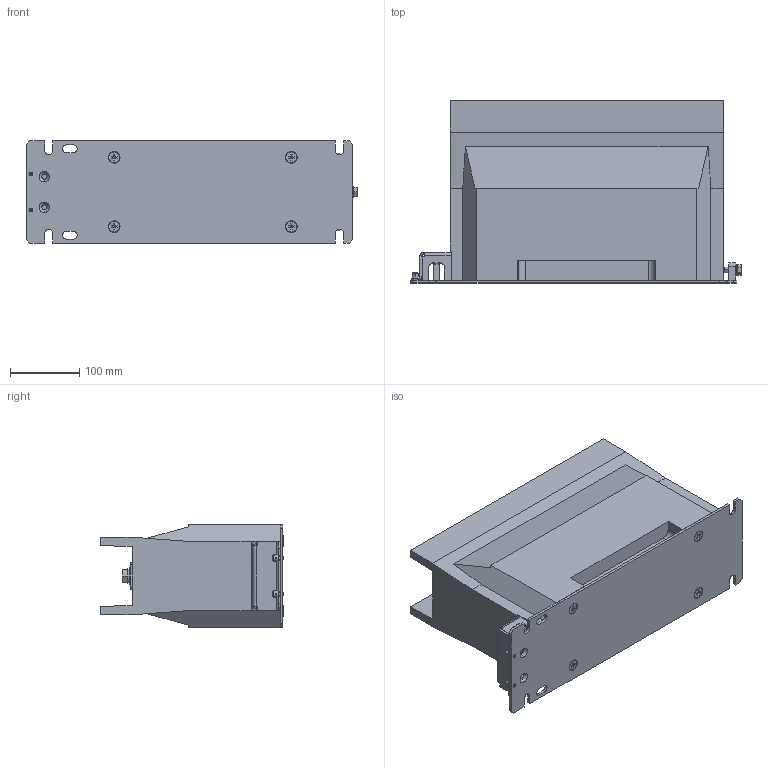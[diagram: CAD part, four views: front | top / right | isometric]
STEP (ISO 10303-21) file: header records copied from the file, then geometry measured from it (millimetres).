
FILE_DESCRIPTION (( 'STEP AP214' ), '1' );
FILE_NAME ('ﾒﾋﾊ-ﾑﾒ-10-11ﾌ1 (5ﾀ-1500ﾀ).STEP', '2023-06-26T11:15:10', ( '' ), ( '' ), 'SwSTEP 2.0', 'SolidWorks 2014', '' );
FILE_SCHEMA (( 'AUTOMOTIVE_DESIGN' ));
Length unit declared in the file: millimetre
Products named in the file (21): countersunk flat head cross recess screw_din_ISO 7046-1 - M8 x 20 - Z --- 20N; 屡扔.758181.002 妈眚 镫铎徼痤忸黜; ÂÅÈÓ.671213.537_’‹Š-‘’-10-11Œ1, 1500€, 3å ®¡¬; plain washer grade c_din_Washer DIN 126 - 9; ÂÅÈÓ.757465.009-04 Íàêîíå÷íèê ñ îòâ.; curved spring lock washer_din_Spring washer DIN 128 - A8; ÂÅÈÓ.758472.007-02  Ãàéêà; hex screw gradec_din_ISO 4018 - M8 x 20-NN; ÂÅÈÓ.758472.006 Ãàéêà ñïåöèàëüíàÿ; Êîðïóñ òëê-10-12(11)_’‹Š-‘’-10-11Œ1, 1500€; ÂÅÈÓ.735314.027 Êðûøêà çàùèòíàÿ; 屡扔.733411.103 蚜 务眍忄龛錩-00; 屡扔.757249.006 想囫蜩磬; ﾒﾋﾊ-ﾑﾒ-10-11ﾌ1 (5ﾀ-1500ﾀ); 屡扔.733411.004 务眍忄龛錩-00; plain washer grade c_din_Washer DIN 126 - 13.5; curved spring lock washer_din_Spring washer DIN 128 - A12; hex screw gradec_din_ISO 4018 - M12 x 25-NN; curved spring lock washer_din_Spring washer DIN 128 - A5; plain washer grade c_din_Washer DIN 126 - 5.5; hex screw gradec_din_ISO 4018 - M5 x 12-NN
Assembly tree (57 placements, depth 3):
  ﾒﾋﾊ-ﾑﾒ-10-11ﾌ1 (5ﾀ-1500ﾀ)
    ÂÅÈÓ.671213.537_’‹Š-‘’-10-11Œ1, 1500€, 3å ®¡¬
      Êîðïóñ òëê-10-12(11)_’‹Š-‘’-10-11Œ1, 1500€
      ÂÅÈÓ.758472.006 Ãàéêà ñïåöèàëüíàÿ  x4
      ÂÅÈÓ.758472.007-02  Ãàéêà  x6
      ÂÅÈÓ.757465.009-04 Íàêîíå÷íèê ñ îòâ.  x2
    hex screw gradec_din_ISO 4018 - M5 x 12-NN  x6
    plain washer grade c_din_Washer DIN 126 - 5.5  x6
    curved spring lock washer_din_Spring washer DIN 128 - A5  x6
    hex screw gradec_din_ISO 4018 - M12 x 25-NN  x4
    curved spring lock washer_din_Spring washer DIN 128 - A12  x4
    plain washer grade c_din_Washer DIN 126 - 13.5  x4
    屡扔.733411.103 蚜 务眍忄龛錩-00
      屡扔.733411.004 务眍忄龛錩-00
      屡扔.757249.006 想囫蜩磬
    ÂÅÈÓ.735314.027 Êðûøêà çàùèòíàÿ
    hex screw gradec_din_ISO 4018 - M8 x 20-NN
    curved spring lock washer_din_Spring washer DIN 128 - A8
    plain washer grade c_din_Washer DIN 126 - 9
    屡扔.758181.002 妈眚 镫铎徼痤忸黜  x2
    countersunk flat head cross recess screw_din_ISO 7046-1 - M8 x 20 - Z --- 20N  x4
Bounding box: 478.88 x 265 x 148 mm (x, y, z)
Volume: 11848826.1 mm3; surface area: 651035.2 mm2
Topology: 55 solids, 55 shells, 1628 faces, 4066 edges, 2564 vertices
Faces by surface type: plane 686, cylinder 344, cone 278, bspline 278, torus 42
Entity records: 38318 total; most frequent: CARTESIAN_POINT 14751, ORIENTED_EDGE 5124, DIRECTION 3768, EDGE_CURVE 2562, VERTEX_POINT 1673, LINE 1468, VECTOR 1468, AXIS2_PLACEMENT_3D 1150
